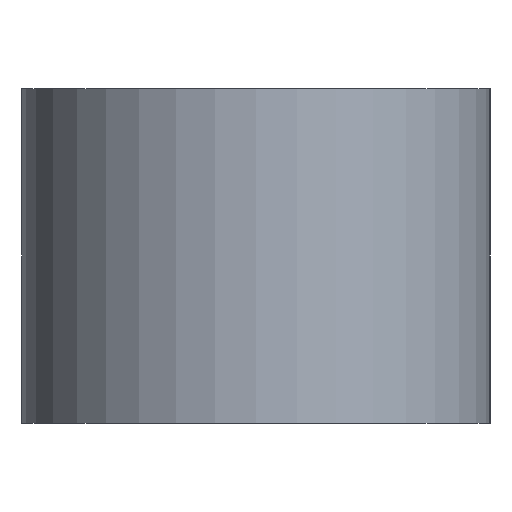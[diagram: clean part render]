
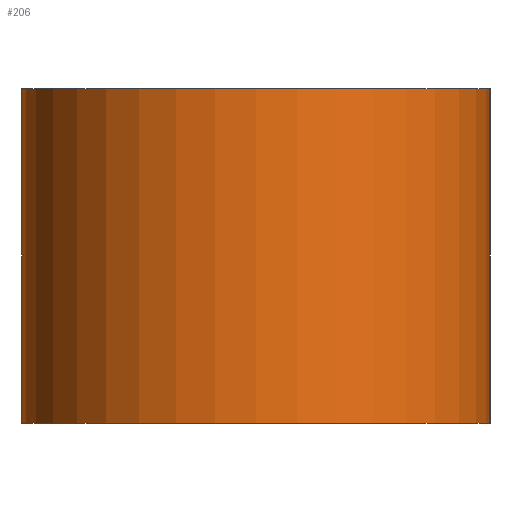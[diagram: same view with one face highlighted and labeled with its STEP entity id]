
A CAD part, left-side view. The second image highlights one B-rep face of the part: STEP entity #206.
In plain terms, the highlighted cylindrical face has radius 4.2 mm (diameter 8.4 mm), a partial arc.
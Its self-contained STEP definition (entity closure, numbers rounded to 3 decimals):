
#36=FACE_OUTER_BOUND('',#54,.T.);
#54=EDGE_LOOP('',(#179,#180,#181,#182));
#67=LINE('',#368,#79);
#68=LINE('',#369,#80);
#79=VECTOR('',#309,10.);
#80=VECTOR('',#310,10.);
#92=CIRCLE('',#241,4.2);
#94=CIRCLE('',#245,4.2);
#107=VERTEX_POINT('',#350);
#108=VERTEX_POINT('',#352);
#111=VERTEX_POINT('',#362);
#112=VERTEX_POINT('',#364);
#129=EDGE_CURVE('',#108,#107,#92,.T.);
#135=EDGE_CURVE('',#112,#111,#94,.T.);
#137=EDGE_CURVE('',#111,#108,#67,.T.);
#138=EDGE_CURVE('',#107,#112,#68,.T.);
#179=ORIENTED_EDGE('',*,*,#135,.T.);
#180=ORIENTED_EDGE('',*,*,#137,.T.);
#181=ORIENTED_EDGE('',*,*,#129,.T.);
#182=ORIENTED_EDGE('',*,*,#138,.T.);
#196=CYLINDRICAL_SURFACE('',#246,4.2);
#206=ADVANCED_FACE('',(#36),#196,.T.);
#241=AXIS2_PLACEMENT_3D('',#353,#292,#293);
#245=AXIS2_PLACEMENT_3D('',#365,#304,#305);
#246=AXIS2_PLACEMENT_3D('',#367,#307,#308);
#292=DIRECTION('center_axis',(0.,0.,1.));
#293=DIRECTION('ref_axis',(-0.707,-0.707,0.));
#304=DIRECTION('center_axis',(0.,0.,-1.));
#305=DIRECTION('ref_axis',(-0.707,0.707,0.));
#307=DIRECTION('center_axis',(0.,0.,1.));
#308=DIRECTION('ref_axis',(-0.707,-0.707,0.));
#309=DIRECTION('',(0.,0.,-1.));
#310=DIRECTION('',(0.,0.,1.));
#350=CARTESIAN_POINT('',(4.2,0.,0.));
#352=CARTESIAN_POINT('',(4.2,8.4,0.));
#353=CARTESIAN_POINT('Origin',(4.2,4.2,0.));
#362=CARTESIAN_POINT('',(4.2,8.4,6.));
#364=CARTESIAN_POINT('',(4.2,0.,6.));
#365=CARTESIAN_POINT('Origin',(4.2,4.2,6.));
#367=CARTESIAN_POINT('Origin',(4.2,4.2,0.));
#368=CARTESIAN_POINT('',(4.2,8.4,0.));
#369=CARTESIAN_POINT('',(4.2,0.,0.));
